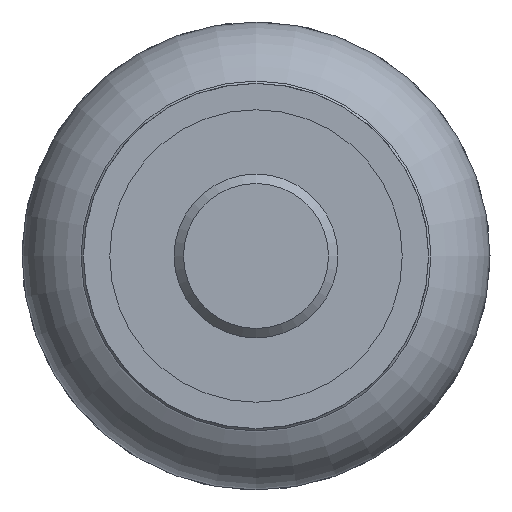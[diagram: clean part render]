
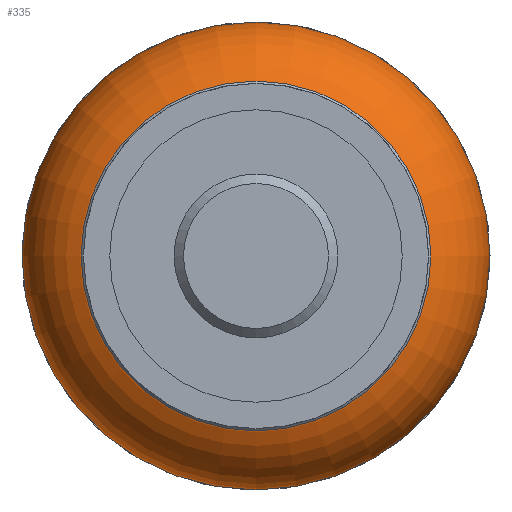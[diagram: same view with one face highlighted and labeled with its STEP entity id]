
A CAD part, left-side view. The second image highlights one B-rep face of the part: STEP entity #335.
In plain terms, the highlighted toroidal (fillet/blend) face has major radius 11.9 mm and minor radius 8.1 mm.
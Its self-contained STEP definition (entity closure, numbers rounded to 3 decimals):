
#35=TOROIDAL_SURFACE('',#381,11.9,8.1);
#53=FACE_BOUND('',#121,.T.);
#87=FACE_OUTER_BOUND('',#120,.T.);
#120=EDGE_LOOP('',(#255));
#121=EDGE_LOOP('',(#256));
#168=CIRCLE('',#380,12.5);
#169=CIRCLE('',#382,20.);
#195=VERTEX_POINT('',#586);
#196=VERTEX_POINT('',#589);
#222=EDGE_CURVE('',#195,#195,#168,.T.);
#223=EDGE_CURVE('',#196,#196,#169,.T.);
#255=ORIENTED_EDGE('',*,*,#223,.F.);
#256=ORIENTED_EDGE('',*,*,#222,.T.);
#335=ADVANCED_FACE('',(#87,#53),#35,.T.);
#380=AXIS2_PLACEMENT_3D('',#587,#459,#460);
#381=AXIS2_PLACEMENT_3D('',#588,#461,#462);
#382=AXIS2_PLACEMENT_3D('',#590,#463,#464);
#459=DIRECTION('center_axis',(1.,0.,0.));
#460=DIRECTION('ref_axis',(0.,1.,0.));
#461=DIRECTION('center_axis',(1.,0.,0.));
#462=DIRECTION('ref_axis',(0.,0.,-1.));
#463=DIRECTION('center_axis',(1.,0.,0.));
#464=DIRECTION('ref_axis',(0.,1.,0.));
#586=CARTESIAN_POINT('',(2.592,12.5,0.));
#587=CARTESIAN_POINT('Origin',(2.592,0.,0.));
#588=CARTESIAN_POINT('Origin',(10.67,0.,0.));
#589=CARTESIAN_POINT('',(10.67,20.,0.));
#590=CARTESIAN_POINT('Origin',(10.67,0.,0.));
